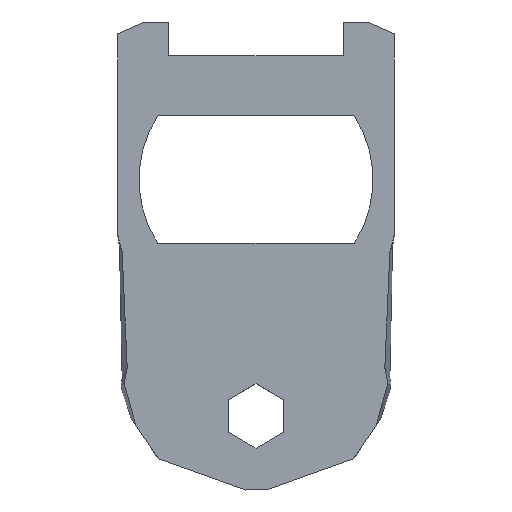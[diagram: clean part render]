
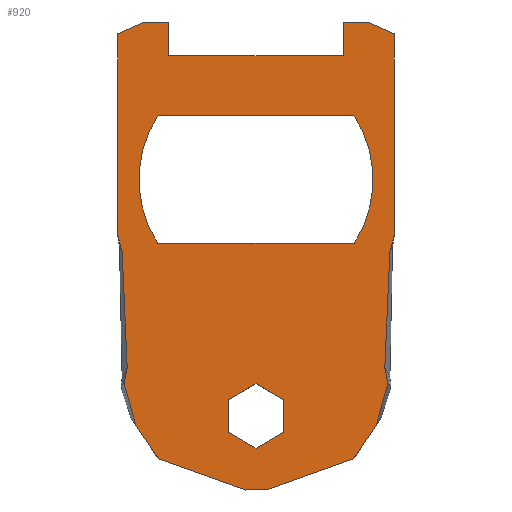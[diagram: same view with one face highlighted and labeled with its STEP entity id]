
A CAD part, top view. The second image highlights one B-rep face of the part: STEP entity #920.
In plain terms, the highlighted planar face has unit normal (0, 0, 1).
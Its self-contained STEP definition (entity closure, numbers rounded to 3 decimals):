
#25=FACE_BOUND('',#87,.T.);
#26=FACE_BOUND('',#88,.T.);
#29=CIRCLE('',#975,12.6);
#30=CIRCLE('',#976,12.6);
#34=FACE_OUTER_BOUND('',#86,.T.);
#86=EDGE_LOOP('',(#625,#626,#627,#628,#629,#630,#631,#632,#633,#634,#635,
#636,#637,#638,#639,#640,#641,#642,#643,#644,#645,#646));
#87=EDGE_LOOP('',(#647,#648,#649,#650,#651,#652));
#88=EDGE_LOOP('',(#653,#654,#655,#656));
#155=LINE('',#1310,#279);
#156=LINE('',#1312,#280);
#157=LINE('',#1314,#281);
#158=LINE('',#1316,#282);
#159=LINE('',#1318,#283);
#160=LINE('',#1320,#284);
#161=LINE('',#1322,#285);
#162=LINE('',#1324,#286);
#163=LINE('',#1326,#287);
#164=LINE('',#1328,#288);
#165=LINE('',#1330,#289);
#166=LINE('',#1332,#290);
#167=LINE('',#1334,#291);
#168=LINE('',#1336,#292);
#169=LINE('',#1338,#293);
#170=LINE('',#1340,#294);
#171=LINE('',#1342,#295);
#172=LINE('',#1344,#296);
#173=LINE('',#1346,#297);
#174=LINE('',#1348,#298);
#175=LINE('',#1350,#299);
#176=LINE('',#1351,#300);
#177=LINE('',#1354,#301);
#178=LINE('',#1356,#302);
#179=LINE('',#1358,#303);
#180=LINE('',#1360,#304);
#181=LINE('',#1362,#305);
#182=LINE('',#1363,#306);
#183=LINE('',#1368,#307);
#184=LINE('',#1371,#308);
#279=VECTOR('',#1055,2.263);
#280=VECTOR('',#1056,9.955);
#281=VECTOR('',#1057,4.373);
#282=VECTOR('',#1058,4.604);
#283=VECTOR('',#1059,1.813);
#284=VECTOR('',#1060,12.481);
#285=VECTOR('',#1061,1.873);
#286=VECTOR('',#1062,21.607);
#287=VECTOR('',#1063,3.178);
#288=VECTOR('',#1064,2.596);
#289=VECTOR('',#1065,3.633);
#290=VECTOR('',#1066,18.8);
#291=VECTOR('',#1067,3.633);
#292=VECTOR('',#1068,2.596);
#293=VECTOR('',#1069,3.178);
#294=VECTOR('',#1070,21.607);
#295=VECTOR('',#1071,1.873);
#296=VECTOR('',#1072,12.481);
#297=VECTOR('',#1073,1.813);
#298=VECTOR('',#1074,4.604);
#299=VECTOR('',#1075,4.373);
#300=VECTOR('',#1076,9.955);
#301=VECTOR('',#1077,3.464);
#302=VECTOR('',#1078,3.464);
#303=VECTOR('',#1079,3.464);
#304=VECTOR('',#1080,3.464);
#305=VECTOR('',#1081,3.464);
#306=VECTOR('',#1082,3.464);
#307=VECTOR('',#1085,21.139);
#308=VECTOR('',#1088,21.086);
#405=VERTEX_POINT('',#1308);
#406=VERTEX_POINT('',#1309);
#407=VERTEX_POINT('',#1311);
#408=VERTEX_POINT('',#1313);
#409=VERTEX_POINT('',#1315);
#410=VERTEX_POINT('',#1317);
#411=VERTEX_POINT('',#1319);
#412=VERTEX_POINT('',#1321);
#413=VERTEX_POINT('',#1323);
#414=VERTEX_POINT('',#1325);
#415=VERTEX_POINT('',#1327);
#416=VERTEX_POINT('',#1329);
#417=VERTEX_POINT('',#1331);
#418=VERTEX_POINT('',#1333);
#419=VERTEX_POINT('',#1335);
#420=VERTEX_POINT('',#1337);
#421=VERTEX_POINT('',#1339);
#422=VERTEX_POINT('',#1341);
#423=VERTEX_POINT('',#1343);
#424=VERTEX_POINT('',#1345);
#425=VERTEX_POINT('',#1347);
#426=VERTEX_POINT('',#1349);
#427=VERTEX_POINT('',#1352);
#428=VERTEX_POINT('',#1353);
#429=VERTEX_POINT('',#1355);
#430=VERTEX_POINT('',#1357);
#431=VERTEX_POINT('',#1359);
#432=VERTEX_POINT('',#1361);
#433=VERTEX_POINT('',#1364);
#434=VERTEX_POINT('',#1365);
#435=VERTEX_POINT('',#1367);
#436=VERTEX_POINT('',#1369);
#491=EDGE_CURVE('',#405,#406,#155,.T.);
#492=EDGE_CURVE('',#407,#406,#156,.T.);
#493=EDGE_CURVE('',#408,#407,#157,.T.);
#494=EDGE_CURVE('',#409,#408,#158,.T.);
#495=EDGE_CURVE('',#410,#409,#159,.T.);
#496=EDGE_CURVE('',#411,#410,#160,.T.);
#497=EDGE_CURVE('',#412,#411,#161,.T.);
#498=EDGE_CURVE('',#413,#412,#162,.T.);
#499=EDGE_CURVE('',#414,#413,#163,.T.);
#500=EDGE_CURVE('',#415,#414,#164,.T.);
#501=EDGE_CURVE('',#415,#416,#165,.T.);
#502=EDGE_CURVE('',#416,#417,#166,.T.);
#503=EDGE_CURVE('',#418,#417,#167,.T.);
#504=EDGE_CURVE('',#418,#419,#168,.T.);
#505=EDGE_CURVE('',#419,#420,#169,.T.);
#506=EDGE_CURVE('',#420,#421,#170,.T.);
#507=EDGE_CURVE('',#421,#422,#171,.T.);
#508=EDGE_CURVE('',#422,#423,#172,.T.);
#509=EDGE_CURVE('',#423,#424,#173,.T.);
#510=EDGE_CURVE('',#424,#425,#174,.T.);
#511=EDGE_CURVE('',#425,#426,#175,.T.);
#512=EDGE_CURVE('',#426,#405,#176,.T.);
#513=EDGE_CURVE('',#427,#428,#177,.T.);
#514=EDGE_CURVE('',#429,#427,#178,.T.);
#515=EDGE_CURVE('',#430,#429,#179,.T.);
#516=EDGE_CURVE('',#431,#430,#180,.T.);
#517=EDGE_CURVE('',#432,#431,#181,.T.);
#518=EDGE_CURVE('',#428,#432,#182,.T.);
#519=EDGE_CURVE('',#433,#434,#29,.T.);
#520=EDGE_CURVE('',#435,#434,#183,.T.);
#521=EDGE_CURVE('',#436,#435,#30,.T.);
#522=EDGE_CURVE('',#433,#436,#184,.T.);
#625=ORIENTED_EDGE('',*,*,#491,.T.);
#626=ORIENTED_EDGE('',*,*,#492,.F.);
#627=ORIENTED_EDGE('',*,*,#493,.F.);
#628=ORIENTED_EDGE('',*,*,#494,.F.);
#629=ORIENTED_EDGE('',*,*,#495,.F.);
#630=ORIENTED_EDGE('',*,*,#496,.F.);
#631=ORIENTED_EDGE('',*,*,#497,.F.);
#632=ORIENTED_EDGE('',*,*,#498,.F.);
#633=ORIENTED_EDGE('',*,*,#499,.F.);
#634=ORIENTED_EDGE('',*,*,#500,.F.);
#635=ORIENTED_EDGE('',*,*,#501,.T.);
#636=ORIENTED_EDGE('',*,*,#502,.T.);
#637=ORIENTED_EDGE('',*,*,#503,.F.);
#638=ORIENTED_EDGE('',*,*,#504,.T.);
#639=ORIENTED_EDGE('',*,*,#505,.T.);
#640=ORIENTED_EDGE('',*,*,#506,.T.);
#641=ORIENTED_EDGE('',*,*,#507,.T.);
#642=ORIENTED_EDGE('',*,*,#508,.T.);
#643=ORIENTED_EDGE('',*,*,#509,.T.);
#644=ORIENTED_EDGE('',*,*,#510,.T.);
#645=ORIENTED_EDGE('',*,*,#511,.T.);
#646=ORIENTED_EDGE('',*,*,#512,.T.);
#647=ORIENTED_EDGE('',*,*,#513,.F.);
#648=ORIENTED_EDGE('',*,*,#514,.F.);
#649=ORIENTED_EDGE('',*,*,#515,.F.);
#650=ORIENTED_EDGE('',*,*,#516,.F.);
#651=ORIENTED_EDGE('',*,*,#517,.F.);
#652=ORIENTED_EDGE('',*,*,#518,.F.);
#653=ORIENTED_EDGE('',*,*,#519,.T.);
#654=ORIENTED_EDGE('',*,*,#520,.F.);
#655=ORIENTED_EDGE('',*,*,#521,.F.);
#656=ORIENTED_EDGE('',*,*,#522,.F.);
#874=PLANE('',#974);
#920=ADVANCED_FACE('',(#34,#25,#26),#874,.F.);
#974=AXIS2_PLACEMENT_3D('',#1307,#1053,#1054);
#975=AXIS2_PLACEMENT_3D('',#1366,#1083,#1084);
#976=AXIS2_PLACEMENT_3D('',#1370,#1086,#1087);
#1053=DIRECTION('center_axis',(0.,0.,-1.));
#1054=DIRECTION('ref_axis',(1.,0.,0.));
#1055=DIRECTION('',(1.,0.,0.));
#1056=DIRECTION('',(-0.941,-0.338,0.));
#1057=DIRECTION('',(-0.558,-0.83,0.));
#1058=DIRECTION('',(-0.274,-0.962,0.));
#1059=DIRECTION('',(0.187,-0.982,0.));
#1060=DIRECTION('',(-0.044,-0.999,0.));
#1061=DIRECTION('',(-0.265,-0.964,0.));
#1062=DIRECTION('',(0.,-1.,0.));
#1063=DIRECTION('',(0.915,-0.403,0.));
#1064=DIRECTION('',(1.,0.,0.));
#1065=DIRECTION('',(0.,-1.,0.));
#1066=DIRECTION('',(-1.,0.,0.));
#1067=DIRECTION('',(0.,-1.,0.));
#1068=DIRECTION('',(-1.,0.,0.));
#1069=DIRECTION('',(-0.915,-0.403,0.));
#1070=DIRECTION('',(0.,-1.,0.));
#1071=DIRECTION('',(0.265,-0.964,0.));
#1072=DIRECTION('',(0.044,-0.999,0.));
#1073=DIRECTION('',(-0.187,-0.982,0.));
#1074=DIRECTION('',(0.274,-0.962,0.));
#1075=DIRECTION('',(0.558,-0.83,0.));
#1076=DIRECTION('',(0.941,-0.338,0.));
#1077=DIRECTION('',(-0.866,0.5,0.));
#1078=DIRECTION('',(0.,1.,0.));
#1079=DIRECTION('',(0.866,0.5,0.));
#1080=DIRECTION('',(0.866,-0.5,0.));
#1081=DIRECTION('',(0.,-1.,0.));
#1082=DIRECTION('',(-0.866,-0.5,0.));
#1083=DIRECTION('center_axis',(0.,0.,-1.));
#1084=DIRECTION('ref_axis',(-1.,0.,0.));
#1085=DIRECTION('',(1.,0.,0.));
#1086=DIRECTION('center_axis',(0.,0.,1.));
#1087=DIRECTION('ref_axis',(-1.,0.,0.));
#1088=DIRECTION('',(-1.,0.,0.));
#1307=CARTESIAN_POINT('Origin',(0.,56.559,3.85));
#1308=CARTESIAN_POINT('',(-1.132,31.137,3.85));
#1309=CARTESIAN_POINT('',(1.131,31.137,3.85));
#1310=CARTESIAN_POINT('',(-1.132,31.137,3.85));
#1311=CARTESIAN_POINT('',(10.501,34.5,3.85));
#1312=CARTESIAN_POINT('',(10.501,34.5,3.85));
#1313=CARTESIAN_POINT('',(12.94,38.129,3.85));
#1314=CARTESIAN_POINT('',(12.94,38.129,3.85));
#1315=CARTESIAN_POINT('',(14.201,42.558,3.85));
#1316=CARTESIAN_POINT('',(14.201,42.558,3.85));
#1317=CARTESIAN_POINT('',(13.861,44.339,3.85));
#1318=CARTESIAN_POINT('',(13.861,44.339,3.85));
#1319=CARTESIAN_POINT('',(14.408,56.808,3.85));
#1320=CARTESIAN_POINT('',(14.408,56.808,3.85));
#1321=CARTESIAN_POINT('',(14.904,58.614,3.85));
#1322=CARTESIAN_POINT('',(14.904,58.614,3.85));
#1323=CARTESIAN_POINT('',(14.904,80.222,3.85));
#1324=CARTESIAN_POINT('',(14.904,80.222,3.85));
#1325=CARTESIAN_POINT('',(11.995,81.503,3.85));
#1326=CARTESIAN_POINT('',(11.995,81.503,3.85));
#1327=CARTESIAN_POINT('',(9.4,81.503,3.85));
#1328=CARTESIAN_POINT('',(9.4,81.503,3.85));
#1329=CARTESIAN_POINT('',(9.4,77.87,3.85));
#1330=CARTESIAN_POINT('',(9.4,81.503,3.85));
#1331=CARTESIAN_POINT('',(-9.4,77.87,3.85));
#1332=CARTESIAN_POINT('',(9.4,77.87,3.85));
#1333=CARTESIAN_POINT('',(-9.4,81.503,3.85));
#1334=CARTESIAN_POINT('',(-9.4,81.503,3.85));
#1335=CARTESIAN_POINT('',(-11.996,81.503,3.85));
#1336=CARTESIAN_POINT('',(-9.4,81.503,3.85));
#1337=CARTESIAN_POINT('',(-14.904,80.222,3.85));
#1338=CARTESIAN_POINT('',(-11.996,81.503,3.85));
#1339=CARTESIAN_POINT('',(-14.904,58.614,3.85));
#1340=CARTESIAN_POINT('',(-14.904,80.222,3.85));
#1341=CARTESIAN_POINT('',(-14.408,56.808,3.85));
#1342=CARTESIAN_POINT('',(-14.904,58.614,3.85));
#1343=CARTESIAN_POINT('',(-13.862,44.339,3.85));
#1344=CARTESIAN_POINT('',(-14.408,56.808,3.85));
#1345=CARTESIAN_POINT('',(-14.202,42.558,3.85));
#1346=CARTESIAN_POINT('',(-13.862,44.339,3.85));
#1347=CARTESIAN_POINT('',(-12.941,38.129,3.85));
#1348=CARTESIAN_POINT('',(-14.202,42.558,3.85));
#1349=CARTESIAN_POINT('',(-10.501,34.5,3.85));
#1350=CARTESIAN_POINT('',(-12.941,38.129,3.85));
#1351=CARTESIAN_POINT('',(-10.501,34.5,3.85));
#1352=CARTESIAN_POINT('',(3.,40.834,3.85));
#1353=CARTESIAN_POINT('',(0.,42.566,3.85));
#1354=CARTESIAN_POINT('',(3.,40.834,3.85));
#1355=CARTESIAN_POINT('',(3.,37.369,3.85));
#1356=CARTESIAN_POINT('',(3.,37.369,3.85));
#1357=CARTESIAN_POINT('',(0.,35.637,3.85));
#1358=CARTESIAN_POINT('',(0.,35.637,3.85));
#1359=CARTESIAN_POINT('',(-3.,37.369,3.85));
#1360=CARTESIAN_POINT('',(-3.,37.369,3.85));
#1361=CARTESIAN_POINT('',(-3.,40.834,3.85));
#1362=CARTESIAN_POINT('',(-3.,40.834,3.85));
#1363=CARTESIAN_POINT('',(0.,42.566,3.85));
#1364=CARTESIAN_POINT('',(10.543,71.45,3.85));
#1365=CARTESIAN_POINT('',(10.569,57.691,3.85));
#1366=CARTESIAN_POINT('Origin',(0.,64.55,3.85));
#1367=CARTESIAN_POINT('',(-10.57,57.691,3.85));
#1368=CARTESIAN_POINT('',(-10.57,57.691,3.85));
#1369=CARTESIAN_POINT('',(-10.543,71.45,3.85));
#1370=CARTESIAN_POINT('Origin',(-0.001,64.55,3.85));
#1371=CARTESIAN_POINT('',(10.543,71.45,3.85));
